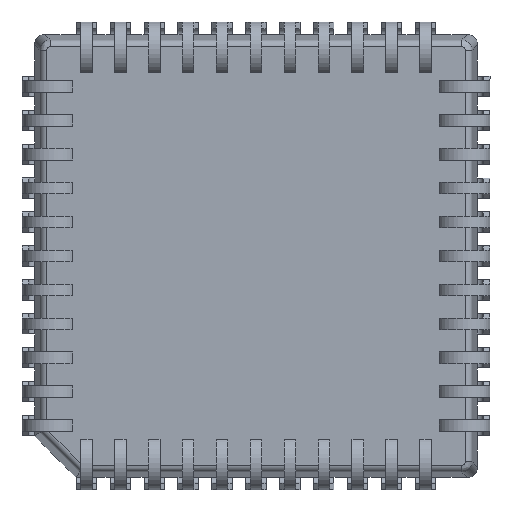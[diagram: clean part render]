
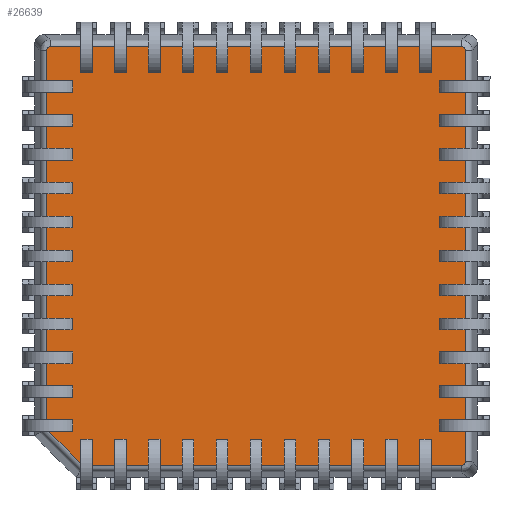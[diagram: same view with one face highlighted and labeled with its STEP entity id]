
A CAD part, front view. The second image highlights one B-rep face of the part: STEP entity #26639.
In plain terms, the highlighted planar face has unit normal (0, -1, 0).
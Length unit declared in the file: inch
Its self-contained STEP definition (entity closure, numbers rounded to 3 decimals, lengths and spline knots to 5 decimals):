
#300 = CARTESIAN_POINT ( 'NONE',  ( -0.3064, 0.02, 0.30844 ) ) ;
#688 = CARTESIAN_POINT ( 'NONE',  ( -0.3024, 0.02, 0.30844 ) ) ;
#693 = VERTEX_POINT ( 'NONE', #16273 ) ;
#832 = VERTEX_POINT ( 'NONE', #12496 ) ;
#1050 =( BOUNDED_CURVE ( )  B_SPLINE_CURVE ( 3, ( #8149, #6046, #8522, #26127 ),
 .UNSPECIFIED., .F., .F. ) 
 B_SPLINE_CURVE_WITH_KNOTS ( ( 4, 4 ),
 ( 2.36362, 3.91956 ),
 .UNSPECIFIED. ) 
 CURVE ( )  GEOMETRIC_REPRESENTATION_ITEM ( )  RATIONAL_B_SPLINE_CURVE ( ( 1., 0.808, 0.808, 1. ) ) 
 REPRESENTATION_ITEM ( '' )  );
#1776 = FACE_OUTER_BOUND ( 'NONE', #27785, .T. ) ;
#1909 = ORIENTED_EDGE ( 'NONE', *, *, #10931, .T. ) ;
#1973 = VERTEX_POINT ( 'NONE', #24486 ) ;
#2551 = CARTESIAN_POINT ( 'NONE',  ( -0.30348, 0.02, 0.30844 ) ) ;
#3987 =( BOUNDED_CURVE ( )  B_SPLINE_CURVE ( 3, ( #2551, #300, #5048, #4666 ),
 .UNSPECIFIED., .F., .F. ) 
 B_SPLINE_CURVE_WITH_KNOTS ( ( 4, 4 ),
 ( 2.36362, 3.91956 ),
 .UNSPECIFIED. ) 
 CURVE ( )  GEOMETRIC_REPRESENTATION_ITEM ( )  RATIONAL_B_SPLINE_CURVE ( ( 1., 0.808, 0.808, 1. ) ) 
 REPRESENTATION_ITEM ( '' )  );
#4666 = CARTESIAN_POINT ( 'NONE',  ( -0.30844, 0.02, 0.30348 ) ) ;
#4721 = EDGE_CURVE ( 'NONE', #832, #21771, #17470, .T. ) ;
#5048 = CARTESIAN_POINT ( 'NONE',  ( -0.30844, 0.02, 0.3064 ) ) ;
#6046 = CARTESIAN_POINT ( 'NONE',  ( 0.3064, 0.02, -0.30844 ) ) ;
#7636 = VECTOR ( 'NONE', #10356, 39.37008 ) ;
#8149 = CARTESIAN_POINT ( 'NONE',  ( 0.30348, 0.02, -0.30844 ) ) ;
#8522 = CARTESIAN_POINT ( 'NONE',  ( 0.30844, 0.02, -0.3064 ) ) ;
#8536 = VECTOR ( 'NONE', #19737, 39.37008 ) ;
#9307 = CARTESIAN_POINT ( 'NONE',  ( 0.3064, 0.02, 0.30844 ) ) ;
#9597 = ORIENTED_EDGE ( 'NONE', *, *, #15710, .T. ) ;
#10356 = DIRECTION ( 'NONE',  ( -1., 0., 0. ) ) ;
#10629 = VECTOR ( 'NONE', #14739, 39.37008 ) ;
#10931 = EDGE_CURVE ( 'NONE', #21771, #26504, #12464, .T. ) ;
#10933 = ORIENTED_EDGE ( 'NONE', *, *, #17263, .T. ) ;
#10949 = AXIS2_PLACEMENT_3D ( 'NONE', #20816, #22752, #24998 ) ;
#11247 = CARTESIAN_POINT ( 'NONE',  ( -0.30844, 0.02, -0.25599 ) ) ;
#11250 = LINE ( 'NONE', #16672, #10629 ) ;
#12464 = LINE ( 'NONE', #14312, #21731 ) ;
#12496 = CARTESIAN_POINT ( 'NONE',  ( -0.30844, 0.02, 0.30348 ) ) ;
#12552 = ORIENTED_EDGE ( 'NONE', *, *, #4721, .T. ) ;
#13333 = EDGE_CURVE ( 'NONE', #1973, #26590, #1050, .T. ) ;
#13738 = CARTESIAN_POINT ( 'NONE',  ( 0.30348, 0.02, 0.30844 ) ) ;
#14312 = CARTESIAN_POINT ( 'NONE',  ( -0.25329, 0.02, -0.31114 ) ) ;
#14422 = ORIENTED_EDGE ( 'NONE', *, *, #23852, .T. ) ;
#14739 = DIRECTION ( 'NONE',  ( 1., 0., 0. ) ) ;
#15710 = EDGE_CURVE ( 'NONE', #26504, #1973, #11250, .T. ) ;
#16273 = CARTESIAN_POINT ( 'NONE',  ( 0.30844, 0.02, 0.30348 ) ) ;
#16636 = DIRECTION ( 'NONE',  ( 0.707, 0., -0.707 ) ) ;
#16672 = CARTESIAN_POINT ( 'NONE',  ( 0.3024, 0.02, -0.30844 ) ) ;
#17177 = LINE ( 'NONE', #688, #7636 ) ;
#17263 = EDGE_CURVE ( 'NONE', #26590, #693, #27955, .T. ) ;
#17470 = LINE ( 'NONE', #21616, #18220 ) ;
#18218 = PLANE ( 'NONE',  #10949 ) ;
#18220 = VECTOR ( 'NONE', #23936, 39.37008 ) ;
#18223 = CARTESIAN_POINT ( 'NONE',  ( 0.30844, 0.02, 0.3064 ) ) ;
#19166 =( BOUNDED_CURVE ( )  B_SPLINE_CURVE ( 3, ( #20632, #18223, #9307, #24426 ),
 .UNSPECIFIED., .F., .F. ) 
 B_SPLINE_CURVE_WITH_KNOTS ( ( 4, 4 ),
 ( 2.36362, 3.91956 ),
 .UNSPECIFIED. ) 
 CURVE ( )  GEOMETRIC_REPRESENTATION_ITEM ( )  RATIONAL_B_SPLINE_CURVE ( ( 1., 0.808, 0.808, 1. ) ) 
 REPRESENTATION_ITEM ( '' )  );
#19351 = CARTESIAN_POINT ( 'NONE',  ( 0.30844, 0.02, 0.3024 ) ) ;
#19735 = ORIENTED_EDGE ( 'NONE', *, *, #24528, .T. ) ;
#19737 = DIRECTION ( 'NONE',  ( 0., 0., 1. ) ) ;
#19790 = VERTEX_POINT ( 'NONE', #20796 ) ;
#20289 = EDGE_CURVE ( 'NONE', #19790, #832, #3987, .T. ) ;
#20630 = CARTESIAN_POINT ( 'NONE',  ( 0.30844, 0.02, -0.30348 ) ) ;
#20632 = CARTESIAN_POINT ( 'NONE',  ( 0.30844, 0.02, 0.30348 ) ) ;
#20796 = CARTESIAN_POINT ( 'NONE',  ( -0.30348, 0.02, 0.30844 ) ) ;
#20816 = CARTESIAN_POINT ( 'NONE',  ( 0., 0.02, 0. ) ) ;
#21616 = CARTESIAN_POINT ( 'NONE',  ( -0.30844, 0.02, -0.25945 ) ) ;
#21731 = VECTOR ( 'NONE', #16636, 39.37008 ) ;
#21771 = VERTEX_POINT ( 'NONE', #11247 ) ;
#22335 = CARTESIAN_POINT ( 'NONE',  ( -0.25599, 0.02, -0.30844 ) ) ;
#22752 = DIRECTION ( 'NONE',  ( 0., -1., 0. ) ) ;
#23381 = ORIENTED_EDGE ( 'NONE', *, *, #20289, .T. ) ;
#23852 = EDGE_CURVE ( 'NONE', #24287, #19790, #17177, .T. ) ;
#23936 = DIRECTION ( 'NONE',  ( 0., 0., -1. ) ) ;
#24287 = VERTEX_POINT ( 'NONE', #13738 ) ;
#24426 = CARTESIAN_POINT ( 'NONE',  ( 0.30348, 0.02, 0.30844 ) ) ;
#24486 = CARTESIAN_POINT ( 'NONE',  ( 0.30348, 0.02, -0.30844 ) ) ;
#24528 = EDGE_CURVE ( 'NONE', #693, #24287, #19166, .T. ) ;
#24998 = DIRECTION ( 'NONE',  ( 0., 0., -1. ) ) ;
#26127 = CARTESIAN_POINT ( 'NONE',  ( 0.30844, 0.02, -0.30348 ) ) ;
#26504 = VERTEX_POINT ( 'NONE', #22335 ) ;
#26590 = VERTEX_POINT ( 'NONE', #20630 ) ;
#26639 = ADVANCED_FACE ( 'NONE', ( #1776 ), #18218, .T. ) ;
#27785 = EDGE_LOOP ( 'NONE', ( #10933, #19735, #14422, #23381, #12552, #1909, #9597, #28122 ) ) ;
#27955 = LINE ( 'NONE', #19351, #8536 ) ;
#28122 = ORIENTED_EDGE ( 'NONE', *, *, #13333, .T. ) ;
